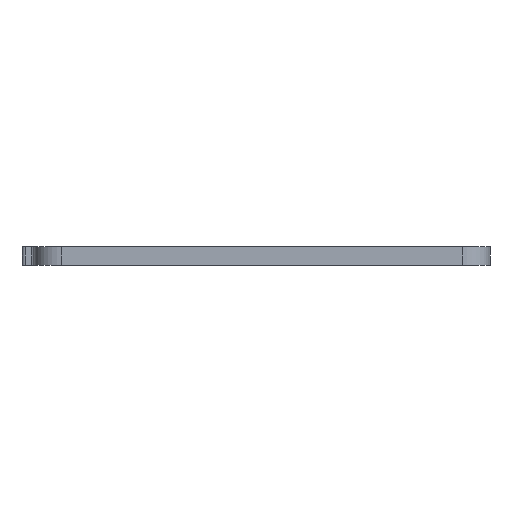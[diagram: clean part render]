
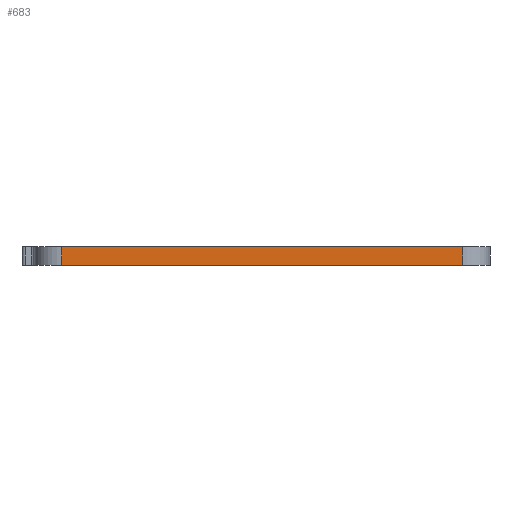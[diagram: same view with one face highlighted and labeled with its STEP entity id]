
A CAD part, front view. The second image highlights one B-rep face of the part: STEP entity #683.
In plain terms, the highlighted planar face has unit normal (0, -1, 0).
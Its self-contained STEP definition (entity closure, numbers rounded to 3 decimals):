
#71 = ORIENTED_EDGE ( 'NONE', *, *, #1780, .T. ) ;
#103 = VECTOR ( 'NONE', #2046, 1000. ) ;
#231 = VERTEX_POINT ( 'NONE', #2430 ) ;
#365 = VERTEX_POINT ( 'NONE', #1189 ) ;
#518 = EDGE_CURVE ( 'NONE', #365, #231, #1823, .T. ) ;
#616 = FACE_OUTER_BOUND ( 'NONE', #2777, .T. ) ;
#683 = ADVANCED_FACE ( 'NONE', ( #616 ), #2391, .F. ) ;
#716 = DIRECTION ( 'NONE',  ( 1., 0., 0. ) ) ;
#829 = LINE ( 'NONE', #1081, #3014 ) ;
#842 = ORIENTED_EDGE ( 'NONE', *, *, #518, .F. ) ;
#873 = DIRECTION ( 'NONE',  ( 0., 0., 1. ) ) ;
#1058 = CARTESIAN_POINT ( 'NONE',  ( -33., -42., 3. ) ) ;
#1081 = CARTESIAN_POINT ( 'NONE',  ( -33., -42., 0. ) ) ;
#1101 = DIRECTION ( 'NONE',  ( 0., 1., 0. ) ) ;
#1110 = ORIENTED_EDGE ( 'NONE', *, *, #2673, .T. ) ;
#1163 = CARTESIAN_POINT ( 'NONE',  ( -33., -42., 3. ) ) ;
#1189 = CARTESIAN_POINT ( 'NONE',  ( 33., -42., 3. ) ) ;
#1418 = VECTOR ( 'NONE', #2096, 1000. ) ;
#1484 = ORIENTED_EDGE ( 'NONE', *, *, #2436, .F. ) ;
#1780 = EDGE_CURVE ( 'NONE', #2042, #2202, #2062, .T. ) ;
#1823 = LINE ( 'NONE', #2363, #103 ) ;
#2042 = VERTEX_POINT ( 'NONE', #1163 ) ;
#2046 = DIRECTION ( 'NONE',  ( 0., 0., -1. ) ) ;
#2062 = LINE ( 'NONE', #1058, #1418 ) ;
#2096 = DIRECTION ( 'NONE',  ( 0., 0., -1. ) ) ;
#2202 = VERTEX_POINT ( 'NONE', #2311 ) ;
#2271 = LINE ( 'NONE', #2288, #2758 ) ;
#2288 = CARTESIAN_POINT ( 'NONE',  ( -33., -42., 3. ) ) ;
#2311 = CARTESIAN_POINT ( 'NONE',  ( -33., -42., 0. ) ) ;
#2363 = CARTESIAN_POINT ( 'NONE',  ( 33., -42., 3. ) ) ;
#2378 = CARTESIAN_POINT ( 'NONE',  ( -33., -42., 3. ) ) ;
#2391 = PLANE ( 'NONE',  #2752 ) ;
#2430 = CARTESIAN_POINT ( 'NONE',  ( 33., -42., 0. ) ) ;
#2436 = EDGE_CURVE ( 'NONE', #2042, #365, #2271, .T. ) ;
#2673 = EDGE_CURVE ( 'NONE', #2202, #231, #829, .T. ) ;
#2752 = AXIS2_PLACEMENT_3D ( 'NONE', #2378, #1101, #873 ) ;
#2758 = VECTOR ( 'NONE', #716, 1000. ) ;
#2777 = EDGE_LOOP ( 'NONE', ( #1110, #842, #1484, #71 ) ) ;
#3014 = VECTOR ( 'NONE', #3169, 1000. ) ;
#3169 = DIRECTION ( 'NONE',  ( 1., 0., 0. ) ) ;
